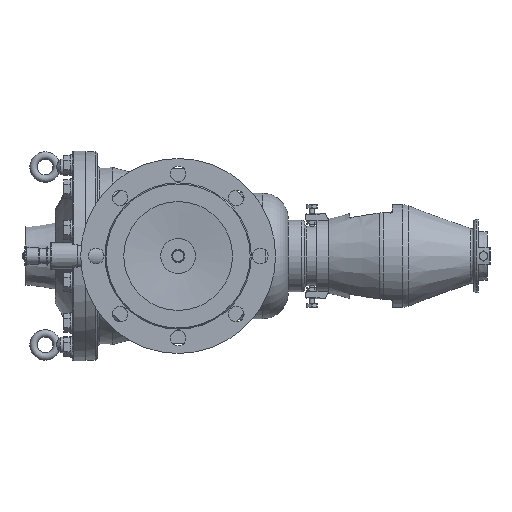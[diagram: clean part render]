
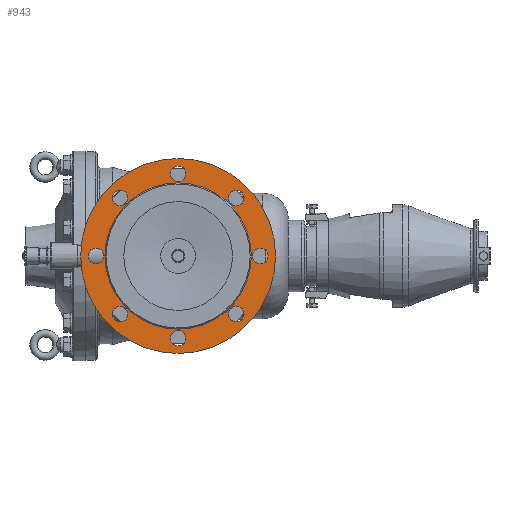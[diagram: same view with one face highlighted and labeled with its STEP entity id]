
A CAD part, left-side view. The second image highlights one B-rep face of the part: STEP entity #943.
In plain terms, the highlighted planar face has unit normal (-1, 0, 0).
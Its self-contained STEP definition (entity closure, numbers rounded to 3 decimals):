
#943 = ADVANCED_FACE( '', ( #2344, #2345, #2346, #2347, #2348, #2349, #2350, #2351, #2352, #2353 ), #2354, .F. );
#2344 = FACE_BOUND( '', #4308, .T. );
#2345 = FACE_BOUND( '', #4309, .T. );
#2346 = FACE_BOUND( '', #4310, .T. );
#2347 = FACE_BOUND( '', #4311, .T. );
#2348 = FACE_BOUND( '', #4312, .T. );
#2349 = FACE_BOUND( '', #4313, .T. );
#2350 = FACE_OUTER_BOUND( '', #4314, .T. );
#2351 = FACE_BOUND( '', #4315, .T. );
#2352 = FACE_BOUND( '', #4316, .T. );
#2353 = FACE_BOUND( '', #4317, .T. );
#2354 = PLANE( '', #4318 );
#4308 = EDGE_LOOP( '', ( #7157 ) );
#4309 = EDGE_LOOP( '', ( #7158 ) );
#4310 = EDGE_LOOP( '', ( #7159 ) );
#4311 = EDGE_LOOP( '', ( #7160 ) );
#4312 = EDGE_LOOP( '', ( #7161 ) );
#4313 = EDGE_LOOP( '', ( #7162 ) );
#4314 = EDGE_LOOP( '', ( #7163 ) );
#4315 = EDGE_LOOP( '', ( #7164 ) );
#4316 = EDGE_LOOP( '', ( #7165 ) );
#4317 = EDGE_LOOP( '', ( #7166 ) );
#4318 = AXIS2_PLACEMENT_3D( '', #7167, #7168, #7169 );
#7157 = ORIENTED_EDGE( '', *, *, #11110, .F. );
#7158 = ORIENTED_EDGE( '', *, *, #11111, .F. );
#7159 = ORIENTED_EDGE( '', *, *, #11112, .F. );
#7160 = ORIENTED_EDGE( '', *, *, #10755, .F. );
#7161 = ORIENTED_EDGE( '', *, *, #10717, .F. );
#7162 = ORIENTED_EDGE( '', *, *, #10332, .F. );
#7163 = ORIENTED_EDGE( '', *, *, #10921, .T. );
#7164 = ORIENTED_EDGE( '', *, *, #10633, .F. );
#7165 = ORIENTED_EDGE( '', *, *, #11113, .F. );
#7166 = ORIENTED_EDGE( '', *, *, #11114, .F. );
#7167 = CARTESIAN_POINT( '', ( -287., -142.5, 0. ) );
#7168 = DIRECTION( '', ( 1., 0., 0. ) );
#7169 = DIRECTION( '', ( 0., 0., -1. ) );
#10332 = EDGE_CURVE( '', #12154, #12154, #12155, .F. );
#10633 = EDGE_CURVE( '', #12689, #12689, #12690, .F. );
#10717 = EDGE_CURVE( '', #12824, #12824, #12825, .F. );
#10755 = EDGE_CURVE( '', #12892, #12892, #12893, .F. );
#10921 = EDGE_CURVE( '', #13156, #13156, #13157, .T. );
#11110 = EDGE_CURVE( '', #13452, #13452, #13453, .T. );
#11111 = EDGE_CURVE( '', #13454, #13454, #13455, .F. );
#11112 = EDGE_CURVE( '', #13456, #13456, #13457, .F. );
#11113 = EDGE_CURVE( '', #13458, #13458, #13459, .F. );
#11114 = EDGE_CURVE( '', #13460, #13460, #13461, .F. );
#12154 = VERTEX_POINT( '', #15018 );
#12155 = CIRCLE( '', #15019, 11.5 );
#12689 = VERTEX_POINT( '', #16317 );
#12690 = CIRCLE( '', #16318, 11.5 );
#12824 = VERTEX_POINT( '', #16538 );
#12825 = CIRCLE( '', #16539, 11.5 );
#12892 = VERTEX_POINT( '', #16619 );
#12893 = CIRCLE( '', #16620, 11.5 );
#13156 = VERTEX_POINT( '', #17260 );
#13157 = CIRCLE( '', #17261, 142.5 );
#13452 = VERTEX_POINT( '', #18013 );
#13453 = CIRCLE( '', #18014, 107. );
#13454 = VERTEX_POINT( '', #18015 );
#13455 = CIRCLE( '', #18016, 11.5 );
#13456 = VERTEX_POINT( '', #18017 );
#13457 = CIRCLE( '', #18018, 11.5 );
#13458 = VERTEX_POINT( '', #18019 );
#13459 = CIRCLE( '', #18020, 11.5 );
#13460 = VERTEX_POINT( '', #18021 );
#13461 = CIRCLE( '', #18022, 11.5 );
#15018 = CARTESIAN_POINT( '', ( -287., -84.853, 73.353 ) );
#15019 = AXIS2_PLACEMENT_3D( '', #20792, #20793, #20794 );
#16317 = CARTESIAN_POINT( '', ( -287., -84.853, -96.353 ) );
#16318 = AXIS2_PLACEMENT_3D( '', #21188, #21189, #21190 );
#16538 = CARTESIAN_POINT( '', ( -287., 0., 108.5 ) );
#16539 = AXIS2_PLACEMENT_3D( '', #21280, #21281, #21282 );
#16619 = CARTESIAN_POINT( '', ( -287., 84.853, 73.353 ) );
#16620 = AXIS2_PLACEMENT_3D( '', #21352, #21353, #21354 );
#17260 = CARTESIAN_POINT( '', ( -287., 0., 142.5 ) );
#17261 = AXIS2_PLACEMENT_3D( '', #21555, #21556, #21557 );
#18013 = CARTESIAN_POINT( '', ( -287., 0., 107. ) );
#18014 = AXIS2_PLACEMENT_3D( '', #21749, #21750, #21751 );
#18015 = CARTESIAN_POINT( '', ( -287., -120., -11.5 ) );
#18016 = AXIS2_PLACEMENT_3D( '', #21752, #21753, #21754 );
#18017 = CARTESIAN_POINT( '', ( -287., 120., -11.5 ) );
#18018 = AXIS2_PLACEMENT_3D( '', #21755, #21756, #21757 );
#18019 = CARTESIAN_POINT( '', ( -287., 84.853, -96.353 ) );
#18020 = AXIS2_PLACEMENT_3D( '', #21758, #21759, #21760 );
#18021 = CARTESIAN_POINT( '', ( -287., 0., -131.5 ) );
#18022 = AXIS2_PLACEMENT_3D( '', #21761, #21762, #21763 );
#20792 = CARTESIAN_POINT( '', ( -287., -84.853, 84.853 ) );
#20793 = DIRECTION( '', ( 1., 0., 0. ) );
#20794 = DIRECTION( '', ( 0., 0., -1. ) );
#21188 = CARTESIAN_POINT( '', ( -287., -84.853, -84.853 ) );
#21189 = DIRECTION( '', ( 1., 0., 0. ) );
#21190 = DIRECTION( '', ( 0., 0., -1. ) );
#21280 = CARTESIAN_POINT( '', ( -287., 0., 120. ) );
#21281 = DIRECTION( '', ( 1., 0., 0. ) );
#21282 = DIRECTION( '', ( 0., 0., -1. ) );
#21352 = CARTESIAN_POINT( '', ( -287., 84.853, 84.853 ) );
#21353 = DIRECTION( '', ( 1., 0., 0. ) );
#21354 = DIRECTION( '', ( 0., 0., -1. ) );
#21555 = CARTESIAN_POINT( '', ( -287., 0., 0. ) );
#21556 = DIRECTION( '', ( -1., 0., 0. ) );
#21557 = DIRECTION( '', ( 0., 0., 1. ) );
#21749 = CARTESIAN_POINT( '', ( -287., 0., 0. ) );
#21750 = DIRECTION( '', ( -1., 0., 0. ) );
#21751 = DIRECTION( '', ( 0., 0., 1. ) );
#21752 = CARTESIAN_POINT( '', ( -287., -120., 0. ) );
#21753 = DIRECTION( '', ( 1., 0., 0. ) );
#21754 = DIRECTION( '', ( 0., 0., -1. ) );
#21755 = CARTESIAN_POINT( '', ( -287., 120., 0. ) );
#21756 = DIRECTION( '', ( 1., 0., 0. ) );
#21757 = DIRECTION( '', ( 0., 0., -1. ) );
#21758 = CARTESIAN_POINT( '', ( -287., 84.853, -84.853 ) );
#21759 = DIRECTION( '', ( 1., 0., 0. ) );
#21760 = DIRECTION( '', ( 0., 0., -1. ) );
#21761 = CARTESIAN_POINT( '', ( -287., 0., -120. ) );
#21762 = DIRECTION( '', ( 1., 0., 0. ) );
#21763 = DIRECTION( '', ( 0., 0., -1. ) );
